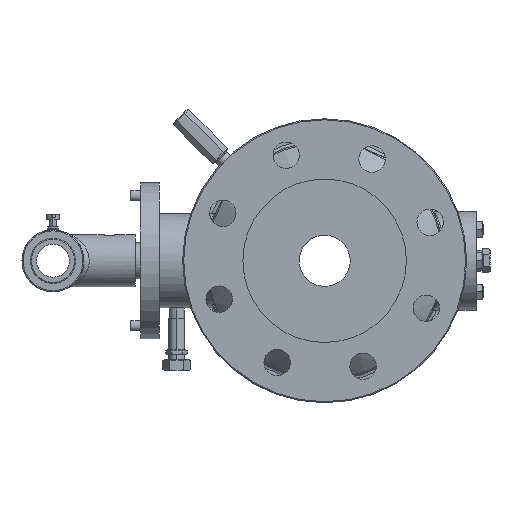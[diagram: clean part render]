
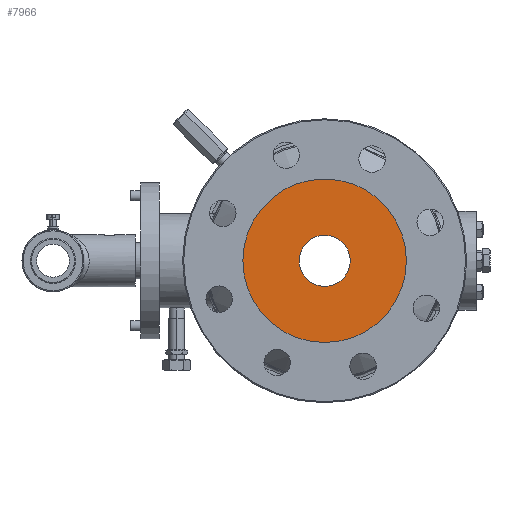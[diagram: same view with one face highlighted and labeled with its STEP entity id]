
A CAD part, left-side view. The second image highlights one B-rep face of the part: STEP entity #7966.
In plain terms, the highlighted planar face has unit normal (-1, 0, 0).
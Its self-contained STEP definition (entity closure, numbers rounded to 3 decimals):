
#730 = CARTESIAN_POINT ( 'NONE',  ( -184.5, 0., 78.6 ) ) ;
#1334 = CIRCLE ( 'NONE', #7926, 78.6 ) ;
#1442 = CARTESIAN_POINT ( 'NONE',  ( -184.5, 0., -24.6 ) ) ;
#1514 = DIRECTION ( 'NONE',  ( 0., 0., 1. ) ) ;
#2228 = VERTEX_POINT ( 'NONE', #22459 ) ;
#2546 = FACE_BOUND ( 'NONE', #25279, .T. ) ;
#3062 = ORIENTED_EDGE ( 'NONE', *, *, #5467, .F. ) ;
#3671 = CARTESIAN_POINT ( 'NONE',  ( -184.5, 0., 24.6 ) ) ;
#4250 = VERTEX_POINT ( 'NONE', #730 ) ;
#4472 = DIRECTION ( 'NONE',  ( -1., 0., 0. ) ) ;
#5093 = DIRECTION ( 'NONE',  ( 0., 0., 1. ) ) ;
#5161 = DIRECTION ( 'NONE',  ( 0., 0., 1. ) ) ;
#5467 = EDGE_CURVE ( 'NONE', #7530, #5542, #11612, .T. ) ;
#5542 = VERTEX_POINT ( 'NONE', #3671 ) ;
#5844 = EDGE_LOOP ( 'NONE', ( #30286, #13821 ) ) ;
#6455 = EDGE_CURVE ( 'NONE', #5542, #7530, #9154, .T. ) ;
#6489 = EDGE_CURVE ( 'NONE', #4250, #2228, #23749, .T. ) ;
#7451 = CARTESIAN_POINT ( 'NONE',  ( -184.5, 0., 0. ) ) ;
#7526 = DIRECTION ( 'NONE',  ( -1., 0., 0. ) ) ;
#7530 = VERTEX_POINT ( 'NONE', #1442 ) ;
#7926 = AXIS2_PLACEMENT_3D ( 'NONE', #28031, #13551, #1514 ) ;
#7966 = ADVANCED_FACE ( 'NONE', ( #14565, #2546 ), #9831, .T. ) ;
#9154 = CIRCLE ( 'NONE', #22238, 24.6 ) ;
#9831 = PLANE ( 'NONE',  #16733 ) ;
#10166 = AXIS2_PLACEMENT_3D ( 'NONE', #19144, #4472, #14114 ) ;
#11612 = CIRCLE ( 'NONE', #29212, 24.6 ) ;
#13551 = DIRECTION ( 'NONE',  ( -1., 0., 0. ) ) ;
#13821 = ORIENTED_EDGE ( 'NONE', *, *, #6489, .T. ) ;
#14114 = DIRECTION ( 'NONE',  ( 0., 0., 1. ) ) ;
#14331 = EDGE_CURVE ( 'NONE', #2228, #4250, #1334, .T. ) ;
#14565 = FACE_OUTER_BOUND ( 'NONE', #5844, .T. ) ;
#16626 = DIRECTION ( 'NONE',  ( -1., 0., 0. ) ) ;
#16733 = AXIS2_PLACEMENT_3D ( 'NONE', #7451, #26688, #5093 ) ;
#19144 = CARTESIAN_POINT ( 'NONE',  ( -184.5, 0., 0. ) ) ;
#21514 = DIRECTION ( 'NONE',  ( 0., 0., 1. ) ) ;
#21875 = CARTESIAN_POINT ( 'NONE',  ( -184.5, 0., 0. ) ) ;
#22238 = AXIS2_PLACEMENT_3D ( 'NONE', #28449, #16626, #21514 ) ;
#22459 = CARTESIAN_POINT ( 'NONE',  ( -184.5, 0., -78.6 ) ) ;
#23749 = CIRCLE ( 'NONE', #10166, 78.6 ) ;
#25279 = EDGE_LOOP ( 'NONE', ( #3062, #25556 ) ) ;
#25556 = ORIENTED_EDGE ( 'NONE', *, *, #6455, .F. ) ;
#26688 = DIRECTION ( 'NONE',  ( -1., 0., 0. ) ) ;
#28031 = CARTESIAN_POINT ( 'NONE',  ( -184.5, 0., 0. ) ) ;
#28449 = CARTESIAN_POINT ( 'NONE',  ( -184.5, 0., 0. ) ) ;
#29212 = AXIS2_PLACEMENT_3D ( 'NONE', #21875, #7526, #5161 ) ;
#30286 = ORIENTED_EDGE ( 'NONE', *, *, #14331, .T. ) ;
